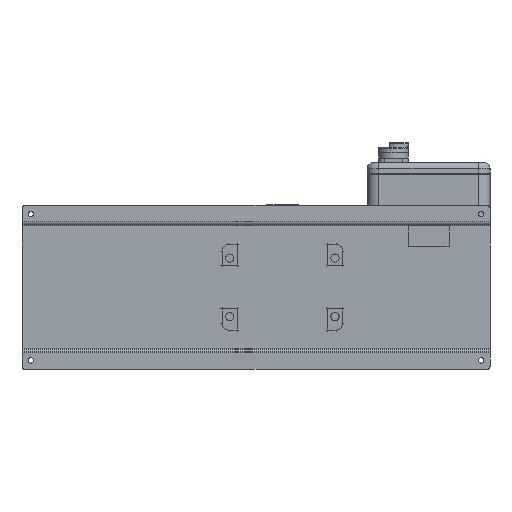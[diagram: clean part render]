
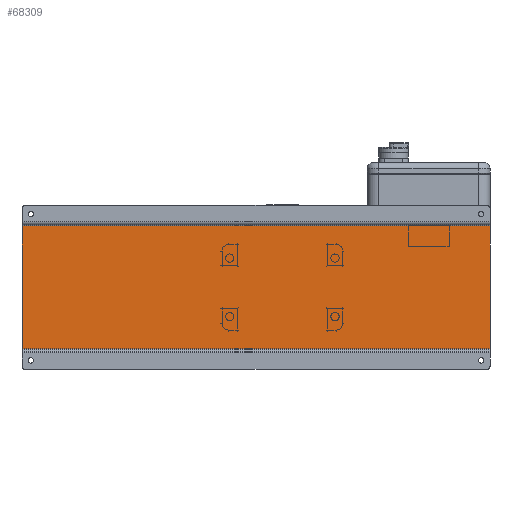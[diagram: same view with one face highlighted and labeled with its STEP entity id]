
A CAD part, front view. The second image highlights one B-rep face of the part: STEP entity #68309.
In plain terms, the highlighted planar face has unit normal (0, -1, 0).
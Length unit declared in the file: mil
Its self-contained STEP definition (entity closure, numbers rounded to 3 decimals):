
#47 = CARTESIAN_POINT ( 'NONE',  ( -17519.685, -433.071, 4133.858 ) ) ;
#297 = DIRECTION ( 'NONE',  ( 1., 0., 0. ) ) ;
#2120 = CARTESIAN_POINT ( 'NONE',  ( 13976.378, -433.071, -4133.858 ) ) ;
#5224 = EDGE_LOOP ( 'NONE', ( #51037, #61324, #28760, #35269 ) ) ;
#5228 = DIRECTION ( 'NONE',  ( -1., 0., 0. ) ) ;
#7406 = DIRECTION ( 'NONE',  ( 0., 0., -1. ) ) ;
#7767 = DIRECTION ( 'NONE',  ( -1., 0., 0. ) ) ;
#10308 = VECTOR ( 'NONE', #5228, 39370.079 ) ;
#11323 = CARTESIAN_POINT ( 'NONE',  ( -17519.685, -433.071, -4133.858 ) ) ;
#11861 = VERTEX_POINT ( 'NONE', #47 ) ;
#12656 = LINE ( 'NONE', #53203, #62933 ) ;
#16087 = CARTESIAN_POINT ( 'NONE',  ( 13976.378, -433.071, -4133.858 ) ) ;
#21716 = DIRECTION ( 'NONE',  ( 0., 1., 0. ) ) ;
#23521 = CARTESIAN_POINT ( 'NONE',  ( 13976.378, -433.071, 4133.858 ) ) ;
#28760 = ORIENTED_EDGE ( 'NONE', *, *, #63392, .F. ) ;
#35269 = ORIENTED_EDGE ( 'NONE', *, *, #48904, .T. ) ;
#36754 = VECTOR ( 'NONE', #7767, 39370.079 ) ;
#37490 = CARTESIAN_POINT ( 'NONE',  ( 13976.378, -433.071, 4133.858 ) ) ;
#38995 = VERTEX_POINT ( 'NONE', #37490 ) ;
#39199 = EDGE_CURVE ( 'NONE', #41896, #61373, #48312, .T. ) ;
#39266 = AXIS2_PLACEMENT_3D ( 'NONE', #16087, #21716, #297 ) ;
#39391 = PLANE ( 'NONE',  #39266 ) ;
#39770 = CARTESIAN_POINT ( 'NONE',  ( 13976.378, -433.071, 4133.858 ) ) ;
#41896 = VERTEX_POINT ( 'NONE', #56565 ) ;
#45023 = FACE_OUTER_BOUND ( 'NONE', #5224, .T. ) ;
#47560 = LINE ( 'NONE', #23521, #62728 ) ;
#48312 = LINE ( 'NONE', #2120, #36754 ) ;
#48904 = EDGE_CURVE ( 'NONE', #38995, #11861, #56668, .T. ) ;
#51037 = ORIENTED_EDGE ( 'NONE', *, *, #65441, .T. ) ;
#53203 = CARTESIAN_POINT ( 'NONE',  ( -17519.685, -433.071, -4133.858 ) ) ;
#56565 = CARTESIAN_POINT ( 'NONE',  ( 13976.378, -433.071, -4133.858 ) ) ;
#56668 = LINE ( 'NONE', #39770, #10308 ) ;
#61324 = ORIENTED_EDGE ( 'NONE', *, *, #39199, .F. ) ;
#61373 = VERTEX_POINT ( 'NONE', #11323 ) ;
#62728 = VECTOR ( 'NONE', #64428, 39370.079 ) ;
#62933 = VECTOR ( 'NONE', #7406, 39370.079 ) ;
#63392 = EDGE_CURVE ( 'NONE', #38995, #41896, #47560, .T. ) ;
#64428 = DIRECTION ( 'NONE',  ( 0., 0., -1. ) ) ;
#65441 = EDGE_CURVE ( 'NONE', #11861, #61373, #12656, .T. ) ;
#68309 = ADVANCED_FACE ( 'NONE', ( #45023 ), #39391, .F. ) ;
